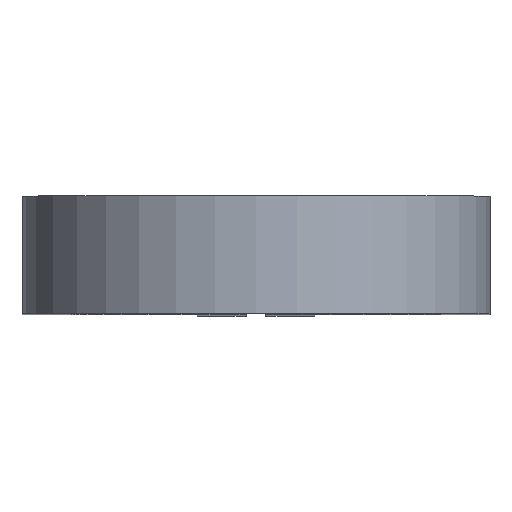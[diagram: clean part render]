
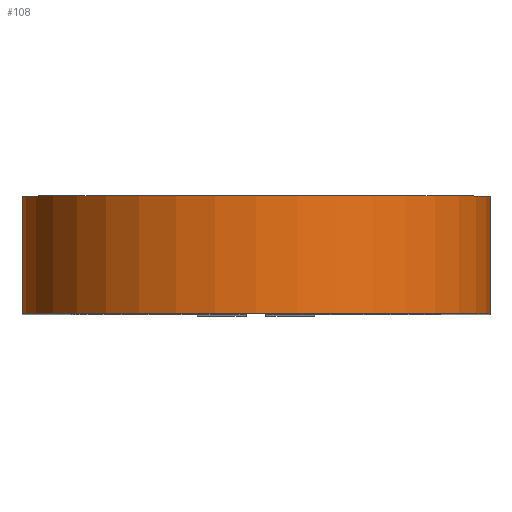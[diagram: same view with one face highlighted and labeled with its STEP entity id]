
A CAD part, top view. The second image highlights one B-rep face of the part: STEP entity #108.
In plain terms, the highlighted cylindrical face has radius 1.195 mm (diameter 2.39 mm), a partial arc.
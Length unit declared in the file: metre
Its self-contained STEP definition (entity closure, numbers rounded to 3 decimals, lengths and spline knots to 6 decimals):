
#106 = EDGE_CURVE( '', #287, #288, #289, .T. );
#108 = ADVANCED_FACE( '', ( #291 ), #292, .T. );
#132 = EDGE_CURVE( '', #335, #287, #336, .T. );
#142 = EDGE_CURVE( '', #349, #288, #350, .T. );
#174 = EDGE_CURVE( '', #335, #349, #396, .T. );
#287 = VERTEX_POINT( '', #521 );
#288 = VERTEX_POINT( '', #522 );
#289 = CIRCLE( '', #523, 0.001195 );
#291 = FACE_OUTER_BOUND( '', #525, .T. );
#292 = CYLINDRICAL_SURFACE( '', #526, 0.001195 );
#335 = VERTEX_POINT( '', #585 );
#336 = LINE( '', #586, #587 );
#349 = VERTEX_POINT( '', #605 );
#350 = LINE( '', #606, #607 );
#396 = CIRCLE( '', #674, 0.001195 );
#521 = CARTESIAN_POINT( '', ( 0.001195, 0.000309, 0.003975 ) );
#522 = CARTESIAN_POINT( '', ( -0.001195, 0.000309, 0.003975 ) );
#523 = AXIS2_PLACEMENT_3D( '', #846, #847, #848 );
#525 = EDGE_LOOP( '', ( #850, #851, #852, #853 ) );
#526 = AXIS2_PLACEMENT_3D( '', #854, #855, #856 );
#585 = CARTESIAN_POINT( '', ( 0.001195, -0.000291, 0.003975 ) );
#586 = CARTESIAN_POINT( '', ( 0.001195, -0.000291, 0.003975 ) );
#587 = VECTOR( '', #904, 1. );
#605 = CARTESIAN_POINT( '', ( -0.001195, -0.000291, 0.003975 ) );
#606 = CARTESIAN_POINT( '', ( -0.001195, -0.000291, 0.003975 ) );
#607 = VECTOR( '', #920, 1. );
#674 = AXIS2_PLACEMENT_3D( '', #965, #966, #967 );
#846 = CARTESIAN_POINT( '', ( 0., 0.000309, 0.003975 ) );
#847 = DIRECTION( '', ( 0., -1., 0. ) );
#848 = DIRECTION( '', ( -1., 0., 0. ) );
#850 = ORIENTED_EDGE( '', *, *, #106, .T. );
#851 = ORIENTED_EDGE( '', *, *, #142, .F. );
#852 = ORIENTED_EDGE( '', *, *, #174, .F. );
#853 = ORIENTED_EDGE( '', *, *, #132, .T. );
#854 = CARTESIAN_POINT( '', ( 0., -0.000291, 0.003975 ) );
#855 = DIRECTION( '', ( 0., -1., 0. ) );
#856 = DIRECTION( '', ( -1., 0., 0. ) );
#904 = DIRECTION( '', ( 0., 1., 0. ) );
#920 = DIRECTION( '', ( 0., 1., 0. ) );
#965 = CARTESIAN_POINT( '', ( 0., -0.000291, 0.003975 ) );
#966 = DIRECTION( '', ( 0., -1., 0. ) );
#967 = DIRECTION( '', ( 1., 0., 0. ) );
